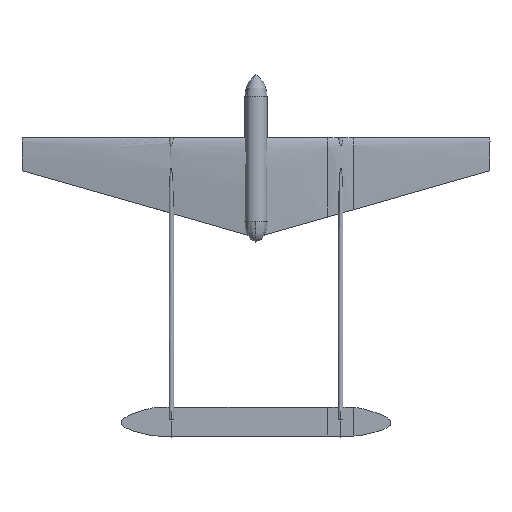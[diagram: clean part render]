
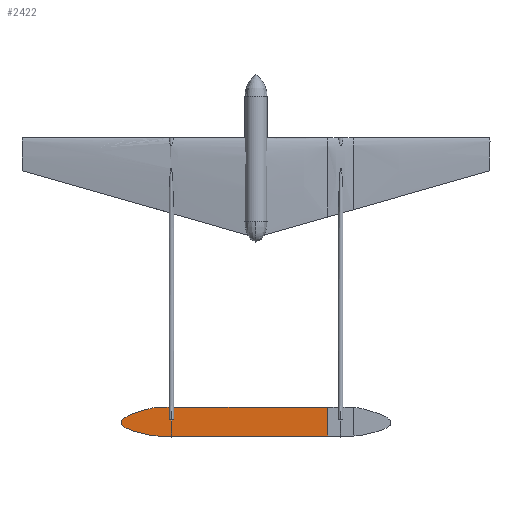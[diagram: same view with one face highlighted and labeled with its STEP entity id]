
A CAD part, front view. The second image highlights one B-rep face of the part: STEP entity #2422.
In plain terms, the highlighted planar face has unit normal (0, -1, 0).
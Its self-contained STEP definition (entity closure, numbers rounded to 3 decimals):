
#94 = VECTOR ( 'NONE', #3375, 1000. ) ;
#116 = DIRECTION ( 'NONE',  ( 1., 0., 0. ) ) ;
#285 = CARTESIAN_POINT ( 'NONE',  ( -329., 19., -982.868 ) ) ;
#367 = EDGE_CURVE ( 'NONE', #4503, #5721, #6026, .T. ) ;
#464 = ORIENTED_EDGE ( 'NONE', *, *, #1349, .F. ) ;
#546 = VECTOR ( 'NONE', #1926, 1000. ) ;
#572 = FACE_OUTER_BOUND ( 'NONE', #3175, .T. ) ;
#603 = CARTESIAN_POINT ( 'NONE',  ( -381.76, 19., -982.868 ) ) ;
#604 = CARTESIAN_POINT ( 'NONE',  ( -422.85, 19., -1057.655 ) ) ;
#674 = VECTOR ( 'NONE', #718, 1000. ) ;
#718 = DIRECTION ( 'NONE',  ( -1., 0., 0. ) ) ;
#733 = CARTESIAN_POINT ( 'NONE',  ( -329., 19., -1100. ) ) ;
#833 = VERTEX_POINT ( 'NONE', #2285 ) ;
#872 = CIRCLE ( 'NONE', #3333, 180. ) ;
#954 = CARTESIAN_POINT ( 'NONE',  ( -331., 19., -982.868 ) ) ;
#1120 = VERTEX_POINT ( 'NONE', #1424 ) ;
#1138 = PLANE ( 'NONE',  #3552 ) ;
#1230 = EDGE_CURVE ( 'NONE', #5030, #833, #4490, .T. ) ;
#1303 = EDGE_CURVE ( 'NONE', #1120, #3631, #1353, .T. ) ;
#1310 = CARTESIAN_POINT ( 'NONE',  ( -329., 19., -1162.71 ) ) ;
#1349 = EDGE_CURVE ( 'NONE', #3319, #4981, #872, .T. ) ;
#1353 = LINE ( 'NONE', #5082, #94 ) ;
#1375 = ORIENTED_EDGE ( 'NONE', *, *, #2548, .T. ) ;
#1424 = CARTESIAN_POINT ( 'NONE',  ( -331., 19., -1162.71 ) ) ;
#1636 = CARTESIAN_POINT ( 'NONE',  ( 279.355, 19., -982.868 ) ) ;
#1674 = LINE ( 'NONE', #1636, #5143 ) ;
#1718 = LINE ( 'NONE', #5519, #2903 ) ;
#1756 = CARTESIAN_POINT ( 'NONE',  ( -422.85, 19., -1057.655 ) ) ;
#1784 = CIRCLE ( 'NONE', #5461, 180. ) ;
#1926 = DIRECTION ( 'NONE',  ( 1., 0., 0. ) ) ;
#2116 = CARTESIAN_POINT ( 'NONE',  ( -321.129, 19., -1051.583 ) ) ;
#2140 = VECTOR ( 'NONE', #6057, 1000. ) ;
#2178 = ORIENTED_EDGE ( 'NONE', *, *, #4807, .T. ) ;
#2234 = DIRECTION ( 'NONE',  ( 0., 0., -1. ) ) ;
#2285 = CARTESIAN_POINT ( 'NONE',  ( -338.871, 19., -1051.583 ) ) ;
#2412 = ORIENTED_EDGE ( 'NONE', *, *, #1303, .F. ) ;
#2422 = ADVANCED_FACE ( 'NONE', ( #572 ), #1138, .F. ) ;
#2438 = LINE ( 'NONE', #954, #3247 ) ;
#2495 = ORIENTED_EDGE ( 'NONE', *, *, #367, .F. ) ;
#2548 = EDGE_CURVE ( 'NONE', #4292, #3046, #5425, .T. ) ;
#2561 = CARTESIAN_POINT ( 'NONE',  ( 279.355, 19., -1162.868 ) ) ;
#2627 = CARTESIAN_POINT ( 'NONE',  ( -376.489, 19., -1051.583 ) ) ;
#2754 = ORIENTED_EDGE ( 'NONE', *, *, #4592, .F. ) ;
#2833 = ORIENTED_EDGE ( 'NONE', *, *, #6757, .T. ) ;
#2867 = ORIENTED_EDGE ( 'NONE', *, *, #3396, .F. ) ;
#2895 = CARTESIAN_POINT ( 'NONE',  ( -381.76, 19., -1100. ) ) ;
#2903 = VECTOR ( 'NONE', #116, 1000. ) ;
#2999 = LINE ( 'NONE', #4568, #674 ) ;
#3006 = VECTOR ( 'NONE', #4510, 1000. ) ;
#3013 = ORIENTED_EDGE ( 'NONE', *, *, #1230, .F. ) ;
#3031 = CARTESIAN_POINT ( 'NONE',  ( -381.76, 19., -982.868 ) ) ;
#3046 = VERTEX_POINT ( 'NONE', #5831 ) ;
#3104 = EDGE_CURVE ( 'NONE', #4608, #3046, #5130, .T. ) ;
#3175 = EDGE_LOOP ( 'NONE', ( #4501, #2754, #1375, #5215, #2178, #2412, #4671, #2495, #2833, #3013, #4614, #2867, #464, #5278 ) ) ;
#3234 = CARTESIAN_POINT ( 'NONE',  ( -492.295, 19., -1076.166 ) ) ;
#3247 = VECTOR ( 'NONE', #3927, 1000. ) ;
#3267 = CARTESIAN_POINT ( 'NONE',  ( -490.409, 19., -1143.641 ) ) ;
#3319 = VERTEX_POINT ( 'NONE', #3720 ) ;
#3333 = AXIS2_PLACEMENT_3D ( 'NONE', #3031, #3645, #4173 ) ;
#3375 = DIRECTION ( 'NONE',  ( 1., 0., 0. ) ) ;
#3396 = EDGE_CURVE ( 'NONE', #4981, #3418, #6792, .T. ) ;
#3418 = VERTEX_POINT ( 'NONE', #1756 ) ;
#3481 = VERTEX_POINT ( 'NONE', #5044 ) ;
#3552 = AXIS2_PLACEMENT_3D ( 'NONE', #603, #4700, #6818 ) ;
#3594 = CARTESIAN_POINT ( 'NONE',  ( -331., 19., -1100. ) ) ;
#3631 = VERTEX_POINT ( 'NONE', #1310 ) ;
#3645 = DIRECTION ( 'NONE',  ( 0., 1., 0. ) ) ;
#3714 = CARTESIAN_POINT ( 'NONE',  ( -338.871, 19., -1100. ) ) ;
#3720 = CARTESIAN_POINT ( 'NONE',  ( -381.76, 19., -1162.868 ) ) ;
#3753 = CARTESIAN_POINT ( 'NONE',  ( -561.471, 19., -1112.414 ) ) ;
#3794 = VECTOR ( 'NONE', #4093, 1000. ) ;
#3927 = DIRECTION ( 'NONE',  ( 0., 0., -1. ) ) ;
#4093 = DIRECTION ( 'NONE',  ( 0., 0., -1. ) ) ;
#4126 = VECTOR ( 'NONE', #6137, 1000. ) ;
#4173 = DIRECTION ( 'NONE',  ( 0., 0., 1. ) ) ;
#4292 = VERTEX_POINT ( 'NONE', #2116 ) ;
#4407 = CARTESIAN_POINT ( 'NONE',  ( -376.489, 19., -1231.583 ) ) ;
#4490 = LINE ( 'NONE', #6019, #5554 ) ;
#4501 = ORIENTED_EDGE ( 'NONE', *, *, #6540, .F. ) ;
#4503 = VERTEX_POINT ( 'NONE', #3714 ) ;
#4510 = DIRECTION ( 'NONE',  ( 0., 0., -1. ) ) ;
#4514 = CARTESIAN_POINT ( 'NONE',  ( -419.548, 19., -1158.856 ) ) ;
#4560 = CARTESIAN_POINT ( 'NONE',  ( -338.871, 19., -1100. ) ) ;
#4568 = CARTESIAN_POINT ( 'NONE',  ( 381.76, 19., -1162.868 ) ) ;
#4592 = EDGE_CURVE ( 'NONE', #4292, #3481, #1718, .T. ) ;
#4608 = VERTEX_POINT ( 'NONE', #733 ) ;
#4614 = ORIENTED_EDGE ( 'NONE', *, *, #4668, .F. ) ;
#4668 = EDGE_CURVE ( 'NONE', #3418, #5030, #1784, .T. ) ;
#4671 = ORIENTED_EDGE ( 'NONE', *, *, #6751, .F. ) ;
#4700 = DIRECTION ( 'NONE',  ( 0., 1., 0. ) ) ;
#4807 = EDGE_CURVE ( 'NONE', #4608, #3631, #6737, .T. ) ;
#4964 = DIRECTION ( 'NONE',  ( 0., 0., 1. ) ) ;
#4981 = VERTEX_POINT ( 'NONE', #4514 ) ;
#5030 = VERTEX_POINT ( 'NONE', #2627 ) ;
#5044 = CARTESIAN_POINT ( 'NONE',  ( 279.355, 19., -1051.583 ) ) ;
#5082 = CARTESIAN_POINT ( 'NONE',  ( -331., 19., -1162.71 ) ) ;
#5095 = VERTEX_POINT ( 'NONE', #2561 ) ;
#5118 = DIRECTION ( 'NONE',  ( 1., 0., 0. ) ) ;
#5130 = LINE ( 'NONE', #5270, #546 ) ;
#5143 = VECTOR ( 'NONE', #2234, 1000. ) ;
#5215 = ORIENTED_EDGE ( 'NONE', *, *, #3104, .F. ) ;
#5270 = CARTESIAN_POINT ( 'NONE',  ( -381.76, 19., -1100. ) ) ;
#5278 = ORIENTED_EDGE ( 'NONE', *, *, #6633, .F. ) ;
#5425 = LINE ( 'NONE', #6473, #3006 ) ;
#5461 = AXIS2_PLACEMENT_3D ( 'NONE', #4407, #6527, #4964 ) ;
#5519 = CARTESIAN_POINT ( 'NONE',  ( 376.489, 19., -1051.583 ) ) ;
#5554 = VECTOR ( 'NONE', #5118, 1000. ) ;
#5604 = LINE ( 'NONE', #4560, #2140 ) ;
#5721 = VERTEX_POINT ( 'NONE', #3594 ) ;
#5831 = CARTESIAN_POINT ( 'NONE',  ( -321.129, 19., -1100. ) ) ;
#6019 = CARTESIAN_POINT ( 'NONE',  ( 376.489, 19., -1051.583 ) ) ;
#6026 = LINE ( 'NONE', #2895, #4126 ) ;
#6057 = DIRECTION ( 'NONE',  ( 0., 0., 1. ) ) ;
#6137 = DIRECTION ( 'NONE',  ( 1., 0., 0. ) ) ;
#6404 = CARTESIAN_POINT ( 'NONE',  ( -419.548, 19., -1158.856 ) ) ;
#6473 = CARTESIAN_POINT ( 'NONE',  ( -321.129, 19., -1100. ) ) ;
#6527 = DIRECTION ( 'NONE',  ( 0., 1., 0. ) ) ;
#6540 = EDGE_CURVE ( 'NONE', #3481, #5095, #1674, .T. ) ;
#6633 = EDGE_CURVE ( 'NONE', #5095, #3319, #2999, .T. ) ;
#6737 = LINE ( 'NONE', #285, #3794 ) ;
#6751 = EDGE_CURVE ( 'NONE', #5721, #1120, #2438, .T. ) ;
#6757 = EDGE_CURVE ( 'NONE', #4503, #833, #5604, .T. ) ;
#6792 = B_SPLINE_CURVE_WITH_KNOTS ( 'NONE', 3,
 ( #6404, #3267, #3753, #3234, #604 ),
 .UNSPECIFIED., .F., .F.,
 ( 4, 1, 4 ),
 ( 0.049, 0.506, 0.96 ),
 .UNSPECIFIED. ) ;
#6818 = DIRECTION ( 'NONE',  ( 0., 0., 1. ) ) ;
